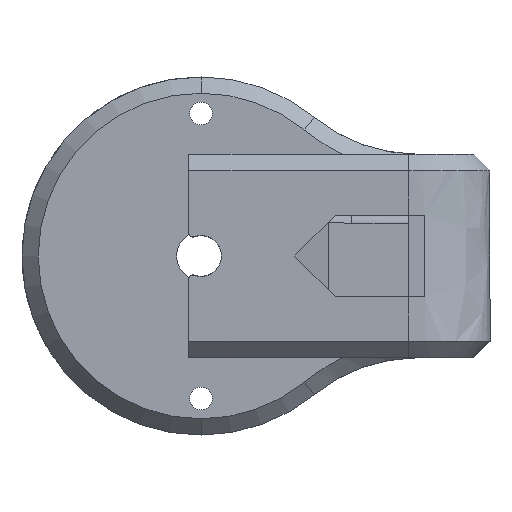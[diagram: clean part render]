
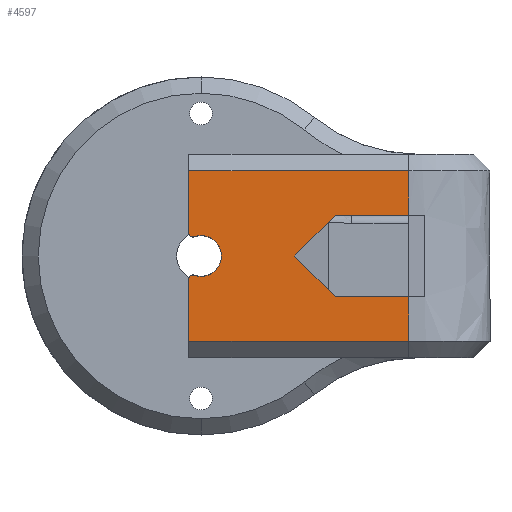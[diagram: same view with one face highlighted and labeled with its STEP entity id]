
A CAD part, front view. The second image highlights one B-rep face of the part: STEP entity #4597.
In plain terms, the highlighted planar face has unit normal (0, -1, 0).
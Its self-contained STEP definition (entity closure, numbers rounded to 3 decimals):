
#35 = DIRECTION ( 'NONE',  ( -0.711, 0., -0.703 ) ) ;
#89 = CARTESIAN_POINT ( 'NONE',  ( 25.5, -83., 10.5 ) ) ;
#94 = VERTEX_POINT ( 'NONE', #2824 ) ;
#106 = VECTOR ( 'NONE', #3045, 1000. ) ;
#115 = DIRECTION ( 'NONE',  ( 0., -1., 0. ) ) ;
#194 = DIRECTION ( 'NONE',  ( 0., -1., 0. ) ) ;
#200 = LINE ( 'NONE', #1497, #5159 ) ;
#250 = ORIENTED_EDGE ( 'NONE', *, *, #5415, .F. ) ;
#283 = LINE ( 'NONE', #1454, #106 ) ;
#363 = VECTOR ( 'NONE', #1188, 1000. ) ;
#434 = CARTESIAN_POINT ( 'NONE',  ( 15., -83., 0. ) ) ;
#480 = EDGE_CURVE ( 'NONE', #94, #4130, #1022, .T. ) ;
#588 = LINE ( 'NONE', #6788, #1389 ) ;
#667 = PLANE ( 'NONE',  #1938 ) ;
#684 = LINE ( 'NONE', #5781, #4082 ) ;
#685 = LINE ( 'NONE', #1228, #363 ) ;
#782 = VECTOR ( 'NONE', #2609, 1000. ) ;
#811 = VERTEX_POINT ( 'NONE', #6053 ) ;
#826 = LINE ( 'NONE', #3364, #2304 ) ;
#883 = VERTEX_POINT ( 'NONE', #6667 ) ;
#966 = EDGE_CURVE ( 'NONE', #883, #811, #4437, .T. ) ;
#971 = VERTEX_POINT ( 'NONE', #6857 ) ;
#1022 = LINE ( 'NONE', #1919, #4851 ) ;
#1024 = ORIENTED_EDGE ( 'NONE', *, *, #4448, .F. ) ;
#1115 = VERTEX_POINT ( 'NONE', #3770 ) ;
#1185 = CARTESIAN_POINT ( 'NONE',  ( 11.464, -83., 0. ) ) ;
#1188 = DIRECTION ( 'NONE',  ( 0., 0., -1. ) ) ;
#1195 = VERTEX_POINT ( 'NONE', #5992 ) ;
#1228 = CARTESIAN_POINT ( 'NONE',  ( -1.5, -83., 12.5 ) ) ;
#1244 = DIRECTION ( 'NONE',  ( -1., 0., 0. ) ) ;
#1279 = B_SPLINE_CURVE_WITH_KNOTS ( 'NONE', 3,
 ( #1656, #5369, #5856, #89 ),
 .UNSPECIFIED., .F., .F.,
 ( 4, 4 ),
 ( 0., 0.733 ),
 .UNSPECIFIED. ) ;
#1389 = VECTOR ( 'NONE', #35, 1000. ) ;
#1428 = DIRECTION ( 'NONE',  ( 0., 0., -1. ) ) ;
#1454 = CARTESIAN_POINT ( 'NONE',  ( 5.732, -83., 5.732 ) ) ;
#1458 = DIRECTION ( 'NONE',  ( 0., -1., 0. ) ) ;
#1463 = LINE ( 'NONE', #4881, #6456 ) ;
#1497 = CARTESIAN_POINT ( 'NONE',  ( 25.5, -83., -5. ) ) ;
#1597 = ORIENTED_EDGE ( 'NONE', *, *, #3586, .T. ) ;
#1656 = CARTESIAN_POINT ( 'NONE',  ( 25.5, -83., 5. ) ) ;
#1706 = DIRECTION ( 'NONE',  ( 0., 0., 1. ) ) ;
#1858 = CARTESIAN_POINT ( 'NONE',  ( 16.5, -83., 5. ) ) ;
#1919 = CARTESIAN_POINT ( 'NONE',  ( 5.66, -83., 5.722 ) ) ;
#1938 = AXIS2_PLACEMENT_3D ( 'NONE', #6562, #4449, #1706 ) ;
#2017 = EDGE_CURVE ( 'NONE', #811, #971, #4667, .T. ) ;
#2041 = ORIENTED_EDGE ( 'NONE', *, *, #2636, .T. ) ;
#2065 = ORIENTED_EDGE ( 'NONE', *, *, #966, .T. ) ;
#2108 = B_SPLINE_CURVE_WITH_KNOTS ( 'NONE', 3,
 ( #5678, #5766, #6291, #2567 ),
 .UNSPECIFIED., .F., .F.,
 ( 4, 4 ),
 ( 0.267, 1. ),
 .UNSPECIFIED. ) ;
#2164 = EDGE_CURVE ( 'NONE', #2511, #5289, #2108, .T. ) ;
#2292 = ORIENTED_EDGE ( 'NONE', *, *, #3639, .T. ) ;
#2304 = VECTOR ( 'NONE', #1244, 1000. ) ;
#2511 = VERTEX_POINT ( 'NONE', #3065 ) ;
#2513 = EDGE_CURVE ( 'NONE', #5289, #4130, #200, .T. ) ;
#2567 = CARTESIAN_POINT ( 'NONE',  ( 25.5, -83., -5. ) ) ;
#2609 = DIRECTION ( 'NONE',  ( 0., 0., -1. ) ) ;
#2636 = EDGE_CURVE ( 'NONE', #971, #3801, #5661, .T. ) ;
#2709 = CARTESIAN_POINT ( 'NONE',  ( 15., -83., 0. ) ) ;
#2824 = CARTESIAN_POINT ( 'NONE',  ( 13.242, -83., -1.777 ) ) ;
#2833 = CARTESIAN_POINT ( 'NONE',  ( -1., -83., -2.828 ) ) ;
#2882 = EDGE_CURVE ( 'NONE', #3397, #5229, #684, .T. ) ;
#2918 = DIRECTION ( 'NONE',  ( 0.707, 0., 0.707 ) ) ;
#2992 = ORIENTED_EDGE ( 'NONE', *, *, #2164, .T. ) ;
#3045 = DIRECTION ( 'NONE',  ( -0.707, 0., 0.707 ) ) ;
#3065 = CARTESIAN_POINT ( 'NONE',  ( 25.5, -83., -10.5 ) ) ;
#3070 = CARTESIAN_POINT ( 'NONE',  ( -1., -83., 2.828 ) ) ;
#3110 = DIRECTION ( 'NONE',  ( 0., -1., 0. ) ) ;
#3139 = AXIS2_PLACEMENT_3D ( 'NONE', #2709, #115, #6426 ) ;
#3230 = EDGE_CURVE ( 'NONE', #3801, #4397, #3831, .T. ) ;
#3354 = DIRECTION ( 'NONE',  ( 0., 0., 1. ) ) ;
#3364 = CARTESIAN_POINT ( 'NONE',  ( 35.5, -83., 10.5 ) ) ;
#3397 = VERTEX_POINT ( 'NONE', #1858 ) ;
#3508 = VERTEX_POINT ( 'NONE', #5348 ) ;
#3586 = EDGE_CURVE ( 'NONE', #1195, #4278, #283, .T. ) ;
#3639 = EDGE_CURVE ( 'NONE', #4397, #4660, #685, .T. ) ;
#3654 = CIRCLE ( 'NONE', #4844, 2.5 ) ;
#3730 = CARTESIAN_POINT ( 'NONE',  ( 13.242, -83., 1.777 ) ) ;
#3770 = CARTESIAN_POINT ( 'NONE',  ( 13.232, -83., 1.768 ) ) ;
#3801 = VERTEX_POINT ( 'NONE', #4112 ) ;
#3831 = CIRCLE ( 'NONE', #4258, 0.5 ) ;
#3865 = ORIENTED_EDGE ( 'NONE', *, *, #3230, .T. ) ;
#3886 = CARTESIAN_POINT ( 'NONE',  ( 25.5, -83., -5. ) ) ;
#4028 = CARTESIAN_POINT ( 'NONE',  ( -1.5, -83., -2.828 ) ) ;
#4048 = DIRECTION ( 'NONE',  ( 0., 1., 0. ) ) ;
#4064 = ORIENTED_EDGE ( 'NONE', *, *, #4454, .T. ) ;
#4082 = VECTOR ( 'NONE', #5271, 1000. ) ;
#4112 = CARTESIAN_POINT ( 'NONE',  ( -0.833, -83., -2.357 ) ) ;
#4130 = VERTEX_POINT ( 'NONE', #5855 ) ;
#4200 = VERTEX_POINT ( 'NONE', #3730 ) ;
#4258 = AXIS2_PLACEMENT_3D ( 'NONE', #2833, #194, #3354 ) ;
#4278 = VERTEX_POINT ( 'NONE', #1185 ) ;
#4397 = VERTEX_POINT ( 'NONE', #4028 ) ;
#4419 = DIRECTION ( 'NONE',  ( 1., 0., 0. ) ) ;
#4437 = LINE ( 'NONE', #5252, #782 ) ;
#4448 = EDGE_CURVE ( 'NONE', #4200, #1115, #6469, .T. ) ;
#4449 = DIRECTION ( 'NONE',  ( 0., 1., 0. ) ) ;
#4454 = EDGE_CURVE ( 'NONE', #5229, #3508, #1279, .T. ) ;
#4467 = CARTESIAN_POINT ( 'NONE',  ( 25.5, -83., 5. ) ) ;
#4503 = ORIENTED_EDGE ( 'NONE', *, *, #2513, .T. ) ;
#4583 = CARTESIAN_POINT ( 'NONE',  ( 0., -83., 0. ) ) ;
#4597 = ADVANCED_FACE ( 'NONE', ( #4990 ), #667, .F. ) ;
#4615 = AXIS2_PLACEMENT_3D ( 'NONE', #4583, #4048, #6740 ) ;
#4617 = ORIENTED_EDGE ( 'NONE', *, *, #5548, .F. ) ;
#4660 = VERTEX_POINT ( 'NONE', #6472 ) ;
#4667 = CIRCLE ( 'NONE', #4736, 0.5 ) ;
#4710 = DIRECTION ( 'NONE',  ( -1., 0., 0. ) ) ;
#4736 = AXIS2_PLACEMENT_3D ( 'NONE', #3070, #1458, #5700 ) ;
#4844 = AXIS2_PLACEMENT_3D ( 'NONE', #434, #3110, #1428 ) ;
#4851 = VECTOR ( 'NONE', #5642, 1000. ) ;
#4881 = CARTESIAN_POINT ( 'NONE',  ( 25.5, -83., -10.5 ) ) ;
#4990 = FACE_OUTER_BOUND ( 'NONE', #6739, .T. ) ;
#5137 = VECTOR ( 'NONE', #2918, 1000. ) ;
#5159 = VECTOR ( 'NONE', #4710, 1000. ) ;
#5229 = VERTEX_POINT ( 'NONE', #4467 ) ;
#5252 = CARTESIAN_POINT ( 'NONE',  ( -1.5, -83., 12.5 ) ) ;
#5271 = DIRECTION ( 'NONE',  ( 1., 0., 0. ) ) ;
#5289 = VERTEX_POINT ( 'NONE', #3886 ) ;
#5348 = CARTESIAN_POINT ( 'NONE',  ( 25.5, -83., 10.5 ) ) ;
#5364 = ORIENTED_EDGE ( 'NONE', *, *, #5641, .T. ) ;
#5369 = CARTESIAN_POINT ( 'NONE',  ( 25.5, -83., 6.833 ) ) ;
#5415 = EDGE_CURVE ( 'NONE', #1195, #94, #3654, .T. ) ;
#5541 = ORIENTED_EDGE ( 'NONE', *, *, #6441, .T. ) ;
#5548 = EDGE_CURVE ( 'NONE', #3397, #4200, #588, .T. ) ;
#5641 = EDGE_CURVE ( 'NONE', #4278, #1115, #5645, .T. ) ;
#5642 = DIRECTION ( 'NONE',  ( 0.711, 0., -0.703 ) ) ;
#5645 = LINE ( 'NONE', #6102, #5137 ) ;
#5648 = EDGE_CURVE ( 'NONE', #3508, #883, #826, .T. ) ;
#5661 = CIRCLE ( 'NONE', #4615, 2.5 ) ;
#5678 = CARTESIAN_POINT ( 'NONE',  ( 25.5, -83., -10.5 ) ) ;
#5700 = DIRECTION ( 'NONE',  ( 0., 0., 1. ) ) ;
#5766 = CARTESIAN_POINT ( 'NONE',  ( 25.5, -83., -8.667 ) ) ;
#5781 = CARTESIAN_POINT ( 'NONE',  ( 25.5, -83., 5. ) ) ;
#5855 = CARTESIAN_POINT ( 'NONE',  ( 16.5, -83., -5. ) ) ;
#5856 = CARTESIAN_POINT ( 'NONE',  ( 25.5, -83., 8.667 ) ) ;
#5961 = ORIENTED_EDGE ( 'NONE', *, *, #5648, .T. ) ;
#5992 = CARTESIAN_POINT ( 'NONE',  ( 13.232, -83., -1.768 ) ) ;
#6053 = CARTESIAN_POINT ( 'NONE',  ( -1.5, -83., 2.828 ) ) ;
#6102 = CARTESIAN_POINT ( 'NONE',  ( 5.732, -83., -5.732 ) ) ;
#6185 = ORIENTED_EDGE ( 'NONE', *, *, #480, .F. ) ;
#6235 = ORIENTED_EDGE ( 'NONE', *, *, #2017, .T. ) ;
#6291 = CARTESIAN_POINT ( 'NONE',  ( 25.5, -83., -6.833 ) ) ;
#6307 = ORIENTED_EDGE ( 'NONE', *, *, #2882, .T. ) ;
#6426 = DIRECTION ( 'NONE',  ( 0., 0., -1. ) ) ;
#6441 = EDGE_CURVE ( 'NONE', #4660, #2511, #1463, .T. ) ;
#6456 = VECTOR ( 'NONE', #4419, 1000. ) ;
#6469 = CIRCLE ( 'NONE', #3139, 2.5 ) ;
#6472 = CARTESIAN_POINT ( 'NONE',  ( -1.5, -83., -10.5 ) ) ;
#6562 = CARTESIAN_POINT ( 'NONE',  ( 35.5, -83., 12.5 ) ) ;
#6667 = CARTESIAN_POINT ( 'NONE',  ( -1.5, -83., 10.5 ) ) ;
#6739 = EDGE_LOOP ( 'NONE', ( #2292, #5541, #2992, #4503, #6185, #250, #1597, #5364, #1024, #4617, #6307, #4064, #5961, #2065, #6235, #2041, #3865 ) ) ;
#6740 = DIRECTION ( 'NONE',  ( 0., 0., 1. ) ) ;
#6788 = CARTESIAN_POINT ( 'NONE',  ( 5.66, -83., -5.722 ) ) ;
#6857 = CARTESIAN_POINT ( 'NONE',  ( -0.833, -83., 2.357 ) ) ;
